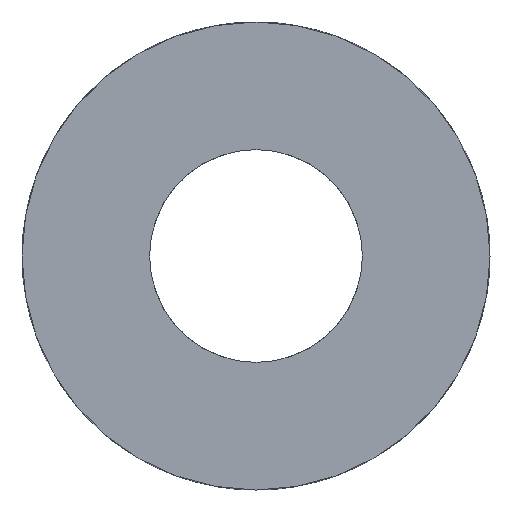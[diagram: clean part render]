
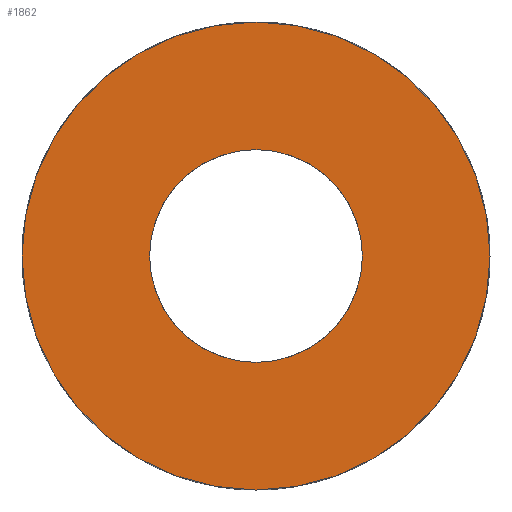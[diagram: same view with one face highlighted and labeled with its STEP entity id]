
A CAD part, left-side view. The second image highlights one B-rep face of the part: STEP entity #1862.
In plain terms, the highlighted planar face has unit normal (-1, 0, 0).
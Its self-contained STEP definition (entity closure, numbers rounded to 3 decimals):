
#8 = DIRECTION ( 'NONE',  ( 1., 0., 0. ) ) ;
#49 = CARTESIAN_POINT ( 'NONE',  ( -13., 0., 0. ) ) ;
#481 = VERTEX_POINT ( 'NONE', #1733 ) ;
#575 = ORIENTED_EDGE ( 'NONE', *, *, #1264, .F. ) ;
#584 = ORIENTED_EDGE ( 'NONE', *, *, #1619, .F. ) ;
#586 = ORIENTED_EDGE ( 'NONE', *, *, #1728, .F. ) ;
#591 = ORIENTED_EDGE ( 'NONE', *, *, #2018, .F. ) ;
#690 = DIRECTION ( 'NONE',  ( 0., 0., -1. ) ) ;
#776 = CIRCLE ( 'NONE', #3432, 5. ) ;
#934 = CIRCLE ( 'NONE', #2447, 5. ) ;
#995 = VERTEX_POINT ( 'NONE', #3118 ) ;
#1032 = EDGE_LOOP ( 'NONE', ( #586, #591 ) ) ;
#1049 = CIRCLE ( 'NONE', #2114, 11. ) ;
#1171 = EDGE_LOOP ( 'NONE', ( #575, #584 ) ) ;
#1186 = FACE_OUTER_BOUND ( 'NONE', #1032, .T. ) ;
#1210 = FACE_BOUND ( 'NONE', #1171, .T. ) ;
#1264 = EDGE_CURVE ( 'NONE', #2397, #995, #776, .T. ) ;
#1328 = CIRCLE ( 'NONE', #1571, 11. ) ;
#1571 = AXIS2_PLACEMENT_3D ( 'NONE', #3951, #3811, #690 ) ;
#1619 = EDGE_CURVE ( 'NONE', #995, #2397, #934, .T. ) ;
#1719 = DIRECTION ( 'NONE',  ( 0., 0., -1. ) ) ;
#1728 = EDGE_CURVE ( 'NONE', #1880, #481, #1049, .T. ) ;
#1733 = CARTESIAN_POINT ( 'NONE',  ( -13., 0., 11. ) ) ;
#1739 = AXIS2_PLACEMENT_3D ( 'NONE', #2335, #2446, #2169 ) ;
#1862 = ADVANCED_FACE ( 'NONE', ( #1210, #1186 ), #2435, .F. ) ;
#1880 = VERTEX_POINT ( 'NONE', #2897 ) ;
#1891 = DIRECTION ( 'NONE',  ( -1., 0., 0. ) ) ;
#1905 = CARTESIAN_POINT ( 'NONE',  ( -13., 0., 0. ) ) ;
#2018 = EDGE_CURVE ( 'NONE', #481, #1880, #1328, .T. ) ;
#2114 = AXIS2_PLACEMENT_3D ( 'NONE', #49, #8, #2723 ) ;
#2169 = DIRECTION ( 'NONE',  ( 0., 0., -1. ) ) ;
#2335 = CARTESIAN_POINT ( 'NONE',  ( -13., 0., 0. ) ) ;
#2397 = VERTEX_POINT ( 'NONE', #3985 ) ;
#2435 = PLANE ( 'NONE',  #1739 ) ;
#2446 = DIRECTION ( 'NONE',  ( 1., 0., 0. ) ) ;
#2447 = AXIS2_PLACEMENT_3D ( 'NONE', #4310, #4276, #4239 ) ;
#2723 = DIRECTION ( 'NONE',  ( 0., 0., -1. ) ) ;
#2897 = CARTESIAN_POINT ( 'NONE',  ( -13., 0., -11. ) ) ;
#3118 = CARTESIAN_POINT ( 'NONE',  ( -13., 0., 5. ) ) ;
#3432 = AXIS2_PLACEMENT_3D ( 'NONE', #1905, #1891, #1719 ) ;
#3811 = DIRECTION ( 'NONE',  ( 1., 0., 0. ) ) ;
#3951 = CARTESIAN_POINT ( 'NONE',  ( -13., 0., 0. ) ) ;
#3985 = CARTESIAN_POINT ( 'NONE',  ( -13., 0., -5. ) ) ;
#4239 = DIRECTION ( 'NONE',  ( 0., 0., -1. ) ) ;
#4276 = DIRECTION ( 'NONE',  ( -1., 0., 0. ) ) ;
#4310 = CARTESIAN_POINT ( 'NONE',  ( -13., 0., 0. ) ) ;
